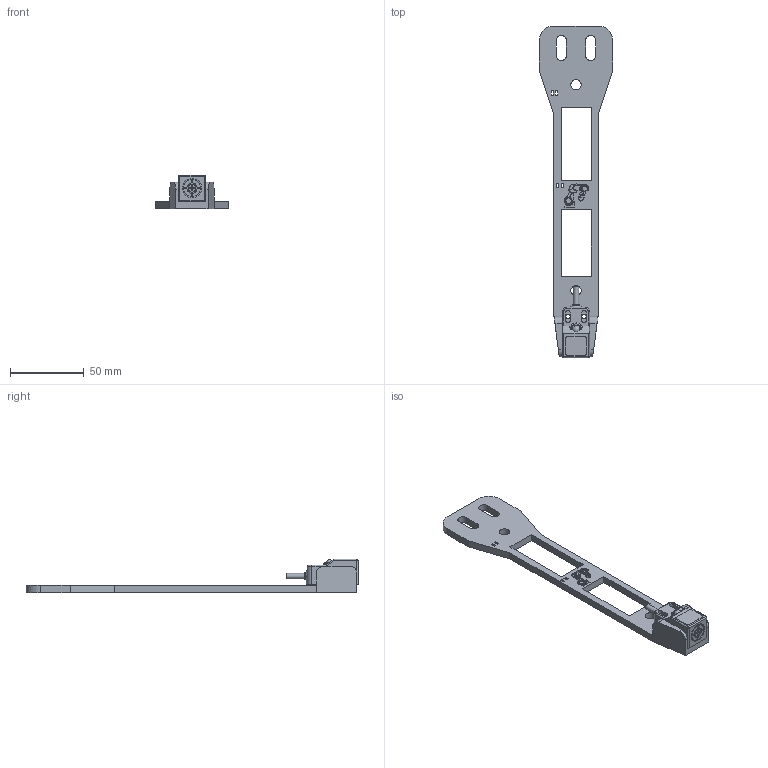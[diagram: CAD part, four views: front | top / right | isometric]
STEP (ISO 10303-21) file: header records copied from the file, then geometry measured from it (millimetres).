
FILE_DESCRIPTION(/* description */ (''),/* implementation_level */ '2;1');
FILE_NAME(/* name */ 'Pontto motor init sensor holder.step',/* time_stamp */ '2025-07-22T17:53:06+03:00',/* author */ (''),/* organization */ (''),/* preprocessor_version */ 'ST-DEVELOPER v20.1',/* originating_system */ 'Autodesk Translation Framework v14.10.0.0',/* authorisation */ '');
FILE_SCHEMA (('AUTOMOTIVE_DESIGN { 1 0 10303 214 3 1 1 }'));
Length unit declared in the file: millimetre
Products named in the file (3): Pöntto moottorin sensorin pidike; SN04-N; Component1
Assembly tree (2 placements, depth 2):
  Pöntto moottorin sensorin pidike
    SN04-N
    Component1
Bounding box: 50 x 225.78 x 22.71 mm (x, y, z)
Volume: 37580.2 mm3; surface area: 20677.2 mm2
Topology: 2 solids, 2 shells, 350 faces, 938 edges, 614 vertices
Faces by surface type: plane 154, bspline 119, cylinder 64, torus 10, sphere 3
Full cylindrical faces by diameter (mm): 3 x2, 3.6 x1, 5 x1, 7 x2, 13 x1
Entity records: 11447 total; most frequent: CARTESIAN_POINT 3570, ORIENTED_EDGE 1876, DIRECTION 1303, EDGE_CURVE 938, VERTEX_POINT 614, LINE 545, VECTOR 545, EDGE_LOOP 400
